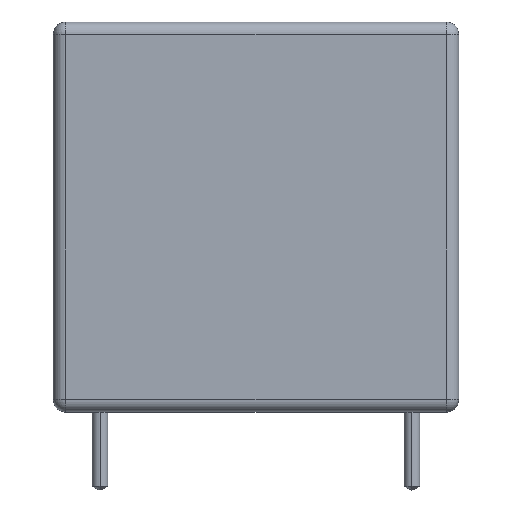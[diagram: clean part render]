
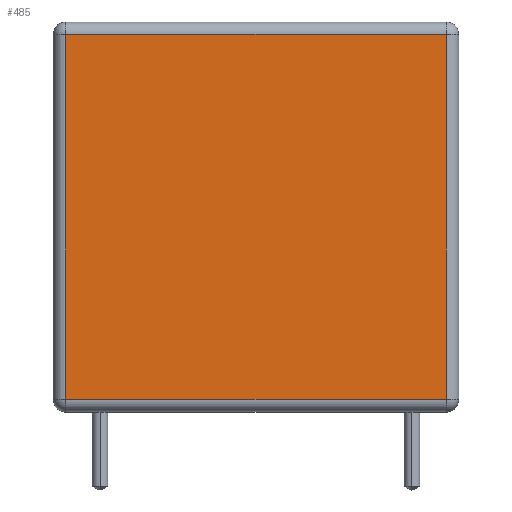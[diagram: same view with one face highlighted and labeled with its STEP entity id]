
A CAD part, top view. The second image highlights one B-rep face of the part: STEP entity #485.
In plain terms, the highlighted planar face has unit normal (0, 0, 1).
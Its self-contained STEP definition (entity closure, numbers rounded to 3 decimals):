
#10 = PLANE ( 'NONE',  #254 ) ;
#30 = VERTEX_POINT ( 'NONE', #145 ) ;
#53 = LINE ( 'NONE', #982, #333 ) ;
#126 = CARTESIAN_POINT ( 'NONE',  ( 10.735, 12.1, 3. ) ) ;
#145 = CARTESIAN_POINT ( 'NONE',  ( -1.465, 12.1, 3. ) ) ;
#169 = ORIENTED_EDGE ( 'NONE', *, *, #237, .T. ) ;
#172 = DIRECTION ( 'NONE',  ( 1., 0., 0. ) ) ;
#237 = EDGE_CURVE ( 'NONE', #976, #30, #53, .T. ) ;
#254 = AXIS2_PLACEMENT_3D ( 'NONE', #1434, #403, #1004 ) ;
#258 = CARTESIAN_POINT ( 'NONE',  ( -1.465, 0.4, 3. ) ) ;
#299 = VECTOR ( 'NONE', #172, 1000. ) ;
#302 = DIRECTION ( 'NONE',  ( 0., 1., 0. ) ) ;
#333 = VECTOR ( 'NONE', #498, 1000. ) ;
#344 = EDGE_CURVE ( 'NONE', #854, #976, #1321, .T. ) ;
#345 = ORIENTED_EDGE ( 'NONE', *, *, #344, .T. ) ;
#369 = EDGE_CURVE ( 'NONE', #30, #468, #510, .T. ) ;
#400 = VECTOR ( 'NONE', #774, 1000. ) ;
#403 = DIRECTION ( 'NONE',  ( 0., 0., -1. ) ) ;
#415 = EDGE_CURVE ( 'NONE', #468, #854, #455, .T. ) ;
#455 = LINE ( 'NONE', #1315, #299 ) ;
#458 = EDGE_LOOP ( 'NONE', ( #1402, #345, #169, #936 ) ) ;
#468 = VERTEX_POINT ( 'NONE', #258 ) ;
#485 = ADVANCED_FACE ( 'NONE', ( #824 ), #10, .F. ) ;
#498 = DIRECTION ( 'NONE',  ( -1., 0., 0. ) ) ;
#510 = LINE ( 'NONE', #887, #400 ) ;
#541 = CARTESIAN_POINT ( 'NONE',  ( 10.735, 12.5, 3. ) ) ;
#774 = DIRECTION ( 'NONE',  ( 0., -1., 0. ) ) ;
#824 = FACE_OUTER_BOUND ( 'NONE', #458, .T. ) ;
#854 = VERTEX_POINT ( 'NONE', #1363 ) ;
#887 = CARTESIAN_POINT ( 'NONE',  ( -1.465, 12.5, 3. ) ) ;
#936 = ORIENTED_EDGE ( 'NONE', *, *, #369, .T. ) ;
#976 = VERTEX_POINT ( 'NONE', #126 ) ;
#982 = CARTESIAN_POINT ( 'NONE',  ( -1.865, 12.1, 3. ) ) ;
#1004 = DIRECTION ( 'NONE',  ( -1., 0., 0. ) ) ;
#1315 = CARTESIAN_POINT ( 'NONE',  ( -1.865, 0.4, 3. ) ) ;
#1321 = LINE ( 'NONE', #541, #1450 ) ;
#1363 = CARTESIAN_POINT ( 'NONE',  ( 10.735, 0.4, 3. ) ) ;
#1402 = ORIENTED_EDGE ( 'NONE', *, *, #415, .T. ) ;
#1434 = CARTESIAN_POINT ( 'NONE',  ( -1.865, 12.5, 3. ) ) ;
#1450 = VECTOR ( 'NONE', #302, 1000. ) ;
